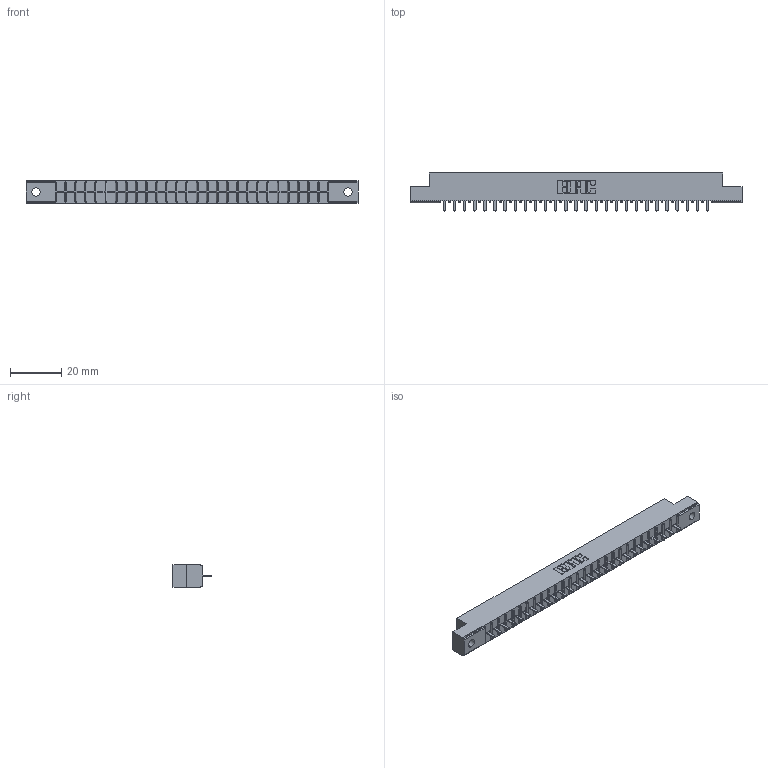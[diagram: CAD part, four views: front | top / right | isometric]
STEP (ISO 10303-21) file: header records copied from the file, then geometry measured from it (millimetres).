
FILE_DESCRIPTION (( 'STEP AP203' ), '1' );
FILE_NAME ('316-027-521-102.STEP', '2018-07-31T02:47:41', ( '' ), ( '' ), 'SwSTEP 2.0', 'SolidWorks 2016', '' );
FILE_SCHEMA (( 'CONFIG_CONTROL_DESIGN' ));
Length unit declared in the file: inch
Products named in the file (3): 306 Part_.128 Dia; 306-290-001_121; 316-027-521-102
Assembly tree (28 placements, depth 2):
  316-027-521-102
    306 Part_.128 Dia
    306-290-001_121  x27
Bounding box: 130 x 14.88 x 8.71 mm (x, y, z)
Volume: 8845.4 mm3; surface area: 12777.2 mm2
Topology: 28 solids, 28 shells, 2006 faces, 5635 edges, 3610 vertices
Faces by surface type: plane 1337, cylinder 561, sphere 108
Entity records: 27080 total; most frequent: CARTESIAN_POINT 4544, ORIENTED_EDGE 4502, DIRECTION 4483, EDGE_CURVE 2251, VECTOR 1753, LINE 1753, VERTEX_POINT 1426, AXIS2_PLACEMENT_3D 1365
